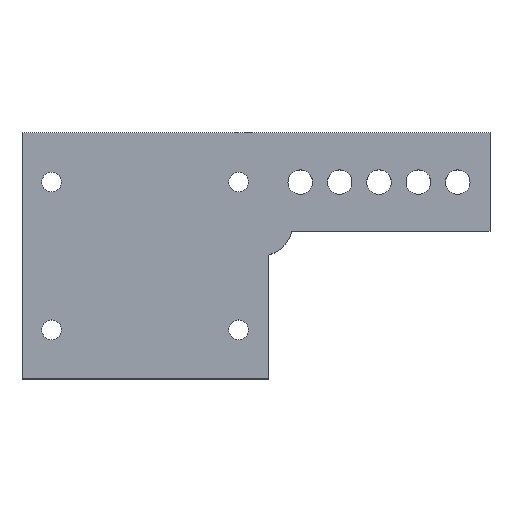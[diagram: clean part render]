
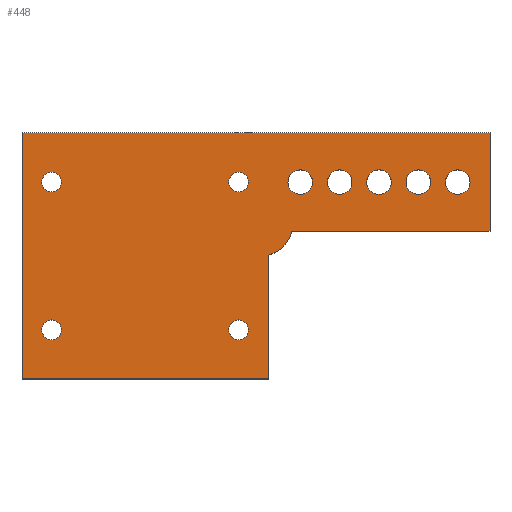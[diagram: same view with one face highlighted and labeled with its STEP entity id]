
A CAD part, top view. The second image highlights one B-rep face of the part: STEP entity #448.
In plain terms, the highlighted planar face has unit normal (0, 0, 1).
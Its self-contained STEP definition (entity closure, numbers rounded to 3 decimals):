
#15=FACE_BOUND('',#94,.T.);
#16=FACE_BOUND('',#95,.T.);
#17=FACE_BOUND('',#96,.T.);
#18=FACE_BOUND('',#97,.T.);
#19=FACE_BOUND('',#98,.T.);
#20=FACE_BOUND('',#99,.T.);
#21=FACE_BOUND('',#100,.T.);
#22=FACE_BOUND('',#101,.T.);
#23=FACE_BOUND('',#102,.T.);
#45=PLANE('',#500);
#69=FACE_OUTER_BOUND('',#93,.T.);
#93=EDGE_LOOP('',(#378,#379,#380,#381,#382,#383,#384));
#94=EDGE_LOOP('',(#385));
#95=EDGE_LOOP('',(#386));
#96=EDGE_LOOP('',(#387));
#97=EDGE_LOOP('',(#388));
#98=EDGE_LOOP('',(#389));
#99=EDGE_LOOP('',(#390));
#100=EDGE_LOOP('',(#391));
#101=EDGE_LOOP('',(#392));
#102=EDGE_LOOP('',(#393));
#126=LINE('',#698,#157);
#129=LINE('',#704,#160);
#132=LINE('',#710,#163);
#140=LINE('',#742,#171);
#143=LINE('',#748,#174);
#146=LINE('',#752,#177);
#157=VECTOR('',#576,10.);
#160=VECTOR('',#581,10.);
#163=VECTOR('',#586,10.);
#171=VECTOR('',#620,10.);
#174=VECTOR('',#625,10.);
#177=VECTOR('',#630,10.);
#184=CIRCLE('',#465,2.5);
#186=CIRCLE('',#468,2.5);
#188=CIRCLE('',#471,2.5);
#190=CIRCLE('',#474,2.5);
#192=CIRCLE('',#477,2.5);
#194=CIRCLE('',#480,6.5);
#196=CIRCLE('',#486,2.);
#198=CIRCLE('',#489,2.);
#200=CIRCLE('',#492,2.);
#202=CIRCLE('',#495,2.);
#210=VERTEX_POINT('',#658);
#212=VERTEX_POINT('',#664);
#214=VERTEX_POINT('',#670);
#216=VERTEX_POINT('',#676);
#218=VERTEX_POINT('',#682);
#220=VERTEX_POINT('',#688);
#221=VERTEX_POINT('',#689);
#224=VERTEX_POINT('',#697);
#226=VERTEX_POINT('',#703);
#228=VERTEX_POINT('',#709);
#230=VERTEX_POINT('',#715);
#232=VERTEX_POINT('',#721);
#234=VERTEX_POINT('',#727);
#236=VERTEX_POINT('',#733);
#239=VERTEX_POINT('',#741);
#241=VERTEX_POINT('',#747);
#251=EDGE_CURVE('',#210,#210,#184,.T.);
#254=EDGE_CURVE('',#212,#212,#186,.T.);
#257=EDGE_CURVE('',#214,#214,#188,.T.);
#260=EDGE_CURVE('',#216,#216,#190,.T.);
#263=EDGE_CURVE('',#218,#218,#192,.T.);
#266=EDGE_CURVE('',#220,#221,#194,.T.);
#270=EDGE_CURVE('',#224,#221,#126,.T.);
#273=EDGE_CURVE('',#226,#224,#129,.T.);
#276=EDGE_CURVE('',#228,#220,#132,.T.);
#279=EDGE_CURVE('',#230,#230,#196,.T.);
#282=EDGE_CURVE('',#232,#232,#198,.T.);
#285=EDGE_CURVE('',#234,#234,#200,.T.);
#288=EDGE_CURVE('',#236,#236,#202,.T.);
#292=EDGE_CURVE('',#239,#228,#140,.T.);
#295=EDGE_CURVE('',#241,#239,#143,.T.);
#298=EDGE_CURVE('',#241,#226,#146,.T.);
#378=ORIENTED_EDGE('',*,*,#298,.F.);
#379=ORIENTED_EDGE('',*,*,#295,.T.);
#380=ORIENTED_EDGE('',*,*,#292,.T.);
#381=ORIENTED_EDGE('',*,*,#276,.T.);
#382=ORIENTED_EDGE('',*,*,#266,.T.);
#383=ORIENTED_EDGE('',*,*,#270,.F.);
#384=ORIENTED_EDGE('',*,*,#273,.F.);
#385=ORIENTED_EDGE('',*,*,#251,.T.);
#386=ORIENTED_EDGE('',*,*,#254,.T.);
#387=ORIENTED_EDGE('',*,*,#257,.T.);
#388=ORIENTED_EDGE('',*,*,#260,.T.);
#389=ORIENTED_EDGE('',*,*,#263,.T.);
#390=ORIENTED_EDGE('',*,*,#288,.T.);
#391=ORIENTED_EDGE('',*,*,#285,.T.);
#392=ORIENTED_EDGE('',*,*,#282,.T.);
#393=ORIENTED_EDGE('',*,*,#279,.T.);
#448=ADVANCED_FACE('',(#69,#15,#16,#17,#18,#19,#20,#21,#22,#23),#45,.T.);
#465=AXIS2_PLACEMENT_3D('',#659,#533,#534);
#468=AXIS2_PLACEMENT_3D('',#665,#540,#541);
#471=AXIS2_PLACEMENT_3D('',#671,#547,#548);
#474=AXIS2_PLACEMENT_3D('',#677,#554,#555);
#477=AXIS2_PLACEMENT_3D('',#683,#561,#562);
#480=AXIS2_PLACEMENT_3D('',#690,#568,#569);
#486=AXIS2_PLACEMENT_3D('',#716,#591,#592);
#489=AXIS2_PLACEMENT_3D('',#722,#598,#599);
#492=AXIS2_PLACEMENT_3D('',#728,#605,#606);
#495=AXIS2_PLACEMENT_3D('',#734,#612,#613);
#500=AXIS2_PLACEMENT_3D('',#753,#631,#632);
#533=DIRECTION('center_axis',(0.,0.,-1.));
#534=DIRECTION('ref_axis',(-1.,0.,0.));
#540=DIRECTION('center_axis',(0.,0.,-1.));
#541=DIRECTION('ref_axis',(-1.,0.,0.));
#547=DIRECTION('center_axis',(0.,0.,-1.));
#548=DIRECTION('ref_axis',(-1.,0.,0.));
#554=DIRECTION('center_axis',(0.,0.,-1.));
#555=DIRECTION('ref_axis',(-1.,0.,0.));
#561=DIRECTION('center_axis',(0.,0.,-1.));
#562=DIRECTION('ref_axis',(-1.,0.,0.));
#568=DIRECTION('center_axis',(0.,0.,1.));
#569=DIRECTION('ref_axis',(0.231,-0.973,0.));
#576=DIRECTION('',(-1.,0.,0.));
#581=DIRECTION('',(0.,-1.,0.));
#586=DIRECTION('',(0.,1.,0.));
#591=DIRECTION('center_axis',(0.,0.,-1.));
#592=DIRECTION('ref_axis',(1.,0.,0.));
#598=DIRECTION('center_axis',(0.,0.,-1.));
#599=DIRECTION('ref_axis',(1.,0.,0.));
#605=DIRECTION('center_axis',(0.,0.,-1.));
#606=DIRECTION('ref_axis',(1.,0.,0.));
#612=DIRECTION('center_axis',(0.,0.,-1.));
#613=DIRECTION('ref_axis',(1.,0.,0.));
#620=DIRECTION('',(1.,0.,0.));
#625=DIRECTION('',(0.,-1.,0.));
#630=DIRECTION('',(1.,0.,0.));
#631=DIRECTION('center_axis',(0.,0.,1.));
#632=DIRECTION('ref_axis',(1.,0.,0.));
#658=CARTESIAN_POINT('',(50.046,15.,10.));
#659=CARTESIAN_POINT('Origin',(47.546,15.,10.));
#664=CARTESIAN_POINT('',(42.046,15.,10.));
#665=CARTESIAN_POINT('Origin',(39.546,15.,10.));
#670=CARTESIAN_POINT('',(58.046,15.,10.));
#671=CARTESIAN_POINT('Origin',(55.546,15.,10.));
#676=CARTESIAN_POINT('',(34.046,15.,10.));
#677=CARTESIAN_POINT('Origin',(31.546,15.,10.));
#682=CARTESIAN_POINT('',(66.046,15.,10.));
#683=CARTESIAN_POINT('Origin',(63.546,15.,10.));
#688=CARTESIAN_POINT('',(25.,0.175,10.));
#689=CARTESIAN_POINT('',(29.825,5.,10.));
#690=CARTESIAN_POINT('Origin',(23.5,6.5,10.));
#697=CARTESIAN_POINT('',(70.092,5.,10.));
#698=CARTESIAN_POINT('',(70.092,5.,10.));
#703=CARTESIAN_POINT('',(70.092,25.,10.));
#704=CARTESIAN_POINT('',(70.092,25.,10.));
#709=CARTESIAN_POINT('',(25.,-25.,10.));
#710=CARTESIAN_POINT('',(25.,25.,10.));
#715=CARTESIAN_POINT('',(17.,-15.,10.));
#716=CARTESIAN_POINT('Origin',(19.,-15.,10.));
#721=CARTESIAN_POINT('',(-21.,-15.,10.));
#722=CARTESIAN_POINT('Origin',(-19.,-15.,10.));
#727=CARTESIAN_POINT('',(-21.,15.,10.));
#728=CARTESIAN_POINT('Origin',(-19.,15.,10.));
#733=CARTESIAN_POINT('',(17.,15.,10.));
#734=CARTESIAN_POINT('Origin',(19.,15.,10.));
#741=CARTESIAN_POINT('',(-25.,-25.,10.));
#742=CARTESIAN_POINT('',(25.,-25.,10.));
#747=CARTESIAN_POINT('',(-25.,25.,10.));
#748=CARTESIAN_POINT('',(-25.,-25.,10.));
#752=CARTESIAN_POINT('',(25.,25.,10.));
#753=CARTESIAN_POINT('Origin',(0.,0.,10.));
